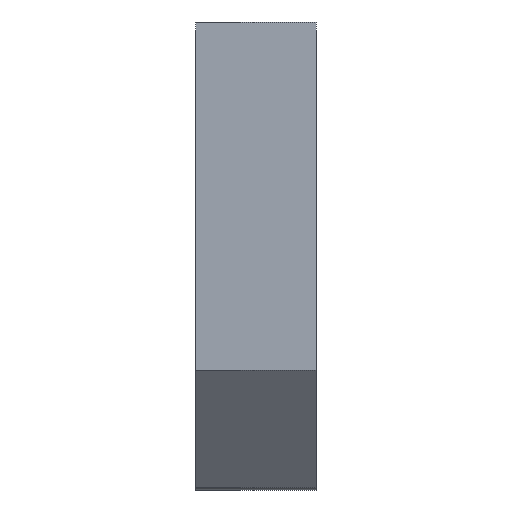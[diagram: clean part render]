
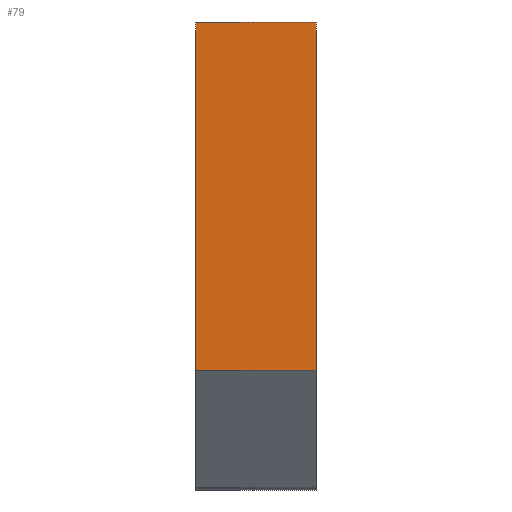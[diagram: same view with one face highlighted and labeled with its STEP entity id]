
A CAD part, left-side view. The second image highlights one B-rep face of the part: STEP entity #79.
In plain terms, the highlighted free-form (B-spline) face has degree [2, 1] with [3, 2] control points.
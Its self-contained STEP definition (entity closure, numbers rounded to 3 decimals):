
#79=ADVANCED_FACE('',(#136),#1004,.T.);
#136=FACE_OUTER_BOUND('',#197,.T.);
#197=EDGE_LOOP('',(#416,#417,#418,#419));
#416=ORIENTED_EDGE('',*,*,#646,.T.);
#417=ORIENTED_EDGE('',*,*,#647,.T.);
#418=ORIENTED_EDGE('',*,*,#648,.F.);
#419=ORIENTED_EDGE('',*,*,#644,.F.);
#644=EDGE_CURVE('',#928,#929,#803,.T.);
#646=EDGE_CURVE('',#928,#930,#805,.T.);
#647=EDGE_CURVE('',#930,#931,#806,.T.);
#648=EDGE_CURVE('',#929,#931,#807,.T.);
#803=(
BOUNDED_CURVE()
B_SPLINE_CURVE(1,(#1816,#1817),.UNSPECIFIED.,.F.,.F.)
B_SPLINE_CURVE_WITH_KNOTS((2,2),(0.,10.),.UNSPECIFIED.)
CURVE()
GEOMETRIC_REPRESENTATION_ITEM()
RATIONAL_B_SPLINE_CURVE((1.,1.))
REPRESENTATION_ITEM('')
);
#805=(
BOUNDED_CURVE()
B_SPLINE_CURVE(2,(#1821,#1822,#1823),.UNSPECIFIED.,.F.,.F.)
B_SPLINE_CURVE_WITH_KNOTS((3,3),(55.856,84.856),
 .UNSPECIFIED.)
CURVE()
GEOMETRIC_REPRESENTATION_ITEM()
RATIONAL_B_SPLINE_CURVE((1.,1.,1.))
REPRESENTATION_ITEM('')
);
#806=(
BOUNDED_CURVE()
B_SPLINE_CURVE(1,(#1824,#1825),.UNSPECIFIED.,.F.,.F.)
B_SPLINE_CURVE_WITH_KNOTS((2,2),(0.,10.),.UNSPECIFIED.)
CURVE()
GEOMETRIC_REPRESENTATION_ITEM()
RATIONAL_B_SPLINE_CURVE((1.,1.))
REPRESENTATION_ITEM('')
);
#807=(
BOUNDED_CURVE()
B_SPLINE_CURVE(2,(#1826,#1827,#1828),.UNSPECIFIED.,.F.,.F.)
B_SPLINE_CURVE_WITH_KNOTS((3,3),(55.856,84.856),
 .UNSPECIFIED.)
CURVE()
GEOMETRIC_REPRESENTATION_ITEM()
RATIONAL_B_SPLINE_CURVE((1.,1.,1.))
REPRESENTATION_ITEM('')
);
#928=VERTEX_POINT('',#1731);
#929=VERTEX_POINT('',#1732);
#930=VERTEX_POINT('',#1733);
#931=VERTEX_POINT('',#1734);
#1004=(
BOUNDED_SURFACE()
B_SPLINE_SURFACE(2,1,((#1597,#1598),(#1599,#1600),(#1601,#1602)),
 .UNSPECIFIED.,.F.,.F.,.F.)
B_SPLINE_SURFACE_WITH_KNOTS((3,3),(2,2),(55.856,84.856),
(0.,10.),.UNSPECIFIED.)
GEOMETRIC_REPRESENTATION_ITEM()
RATIONAL_B_SPLINE_SURFACE(((1.,1.),(1.,1.),(1.,1.)))
REPRESENTATION_ITEM('')
SURFACE()
);
#1597=CARTESIAN_POINT('',(-35.5,0.,39.));
#1598=CARTESIAN_POINT('',(-35.5,-10.,39.));
#1599=CARTESIAN_POINT('',(-35.5,0.,24.5));
#1600=CARTESIAN_POINT('',(-35.5,-10.,24.5));
#1601=CARTESIAN_POINT('',(-35.5,0.,10.));
#1602=CARTESIAN_POINT('',(-35.5,-10.,10.));
#1731=CARTESIAN_POINT('',(-35.5,0.,39.));
#1732=CARTESIAN_POINT('',(-35.5,-10.,39.));
#1733=CARTESIAN_POINT('',(-35.5,0.,10.));
#1734=CARTESIAN_POINT('',(-35.5,-10.,10.));
#1816=CARTESIAN_POINT('',(-35.5,0.,39.));
#1817=CARTESIAN_POINT('',(-35.5,-10.,39.));
#1821=CARTESIAN_POINT('',(-35.5,0.,39.));
#1822=CARTESIAN_POINT('',(-35.5,0.,24.5));
#1823=CARTESIAN_POINT('',(-35.5,0.,10.));
#1824=CARTESIAN_POINT('',(-35.5,0.,10.));
#1825=CARTESIAN_POINT('',(-35.5,-10.,10.));
#1826=CARTESIAN_POINT('',(-35.5,-10.,39.));
#1827=CARTESIAN_POINT('',(-35.5,-10.,24.5));
#1828=CARTESIAN_POINT('',(-35.5,-10.,10.));
